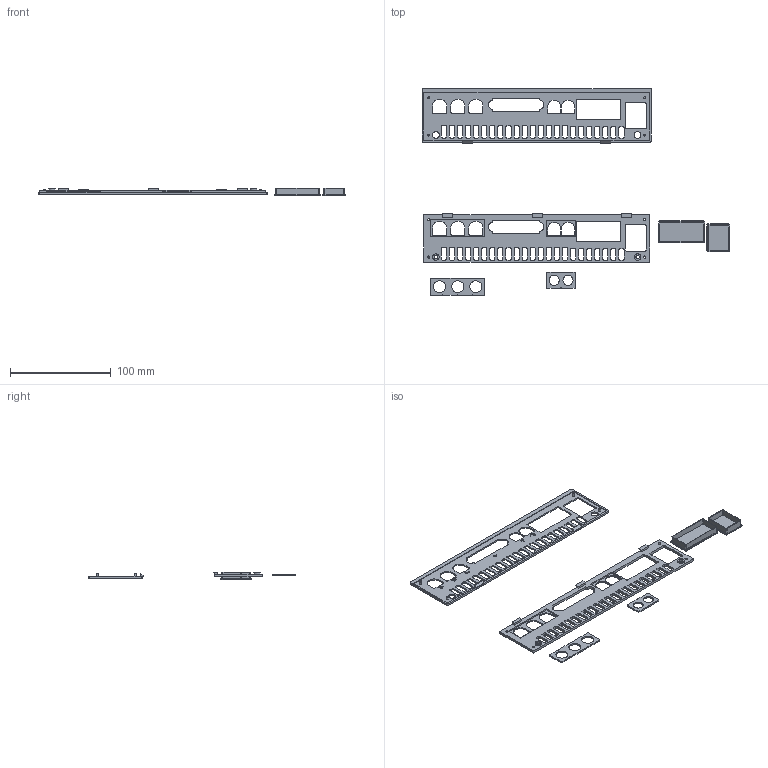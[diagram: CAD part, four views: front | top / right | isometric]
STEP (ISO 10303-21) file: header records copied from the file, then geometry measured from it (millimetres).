
FILE_DESCRIPTION(('HOOPS Exchange Step'),'2;1');
FILE_NAME('temp_export','2025-06-06T12:41:15-04:00',('mcbeav'),('Shapr3D Limited'),'HOOPS Exchange 2024.8','Shapr3D','Authorized');
FILE_SCHEMA( ('AP242_MANAGED_MODEL_BASED_3D_ENGINEERING_MIM_LF {1 0 10303 442 1 1 4}') );
Length unit declared in the file: millimetre
Products named in the file (1): root
Bounding box: 304.8 x 205 x 7.4 mm (x, y, z)
Volume: 31310.7 mm3; surface area: 45211 mm2
Topology: 6 solids, 6 shells, 877 faces, 2455 edges, 1628 vertices
Faces by surface type: plane 467, cylinder 402, torus 8
Full cylindrical faces by diameter (mm): 0.8 x2, 2 x4, 2.2 x4, 3.4 x2, 6.4 x2, 6.8 x4, 10 x2, 12 x3
Entity records: 28713 total; most frequent: DIRECTION 5027, CARTESIAN_POINT 4962, ORIENTED_EDGE 4910, EDGE_CURVE 2455, AXIS2_PLACEMENT_3D 1693, VECTOR 1641, LINE 1641, VERTEX_POINT 1628
